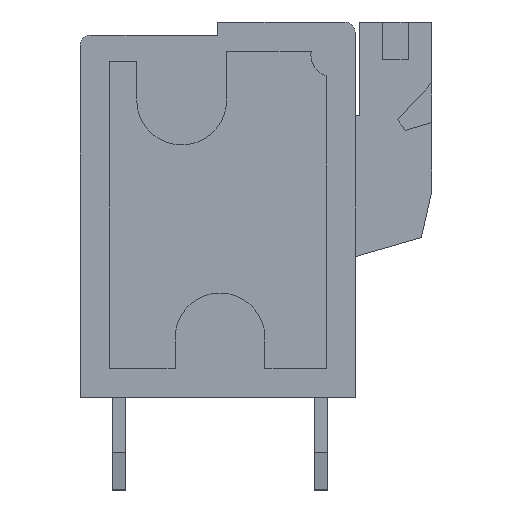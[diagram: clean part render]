
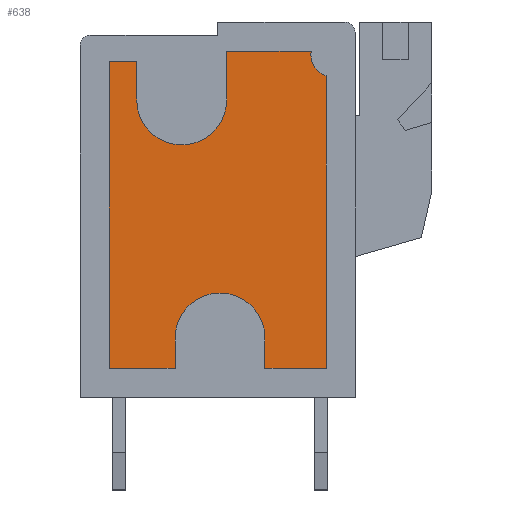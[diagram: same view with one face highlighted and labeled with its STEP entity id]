
A CAD part, left-side view. The second image highlights one B-rep face of the part: STEP entity #638.
In plain terms, the highlighted face is planar.
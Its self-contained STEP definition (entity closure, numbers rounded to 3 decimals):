
#638 = ADVANCED_FACE( '', ( #1236 ), #1237, .T. );
#1236 = FACE_OUTER_BOUND( '', #1863, .T. );
#1237 = PLANE( '', #1864 );
#1863 = EDGE_LOOP( '', ( #3080, #3081, #3082, #3083, #3084, #3085, #3086, #3087, #3088, #3089, #3090, #3091, #3092 ) );
#1864 = AXIS2_PLACEMENT_3D( '', #3093, #3094, #3095 );
#3080 = ORIENTED_EDGE( '', *, *, #4251, .F. );
#3081 = ORIENTED_EDGE( '', *, *, #4010, .F. );
#3082 = ORIENTED_EDGE( '', *, *, #4196, .F. );
#3083 = ORIENTED_EDGE( '', *, *, #4325, .F. );
#3084 = ORIENTED_EDGE( '', *, *, #4361, .F. );
#3085 = ORIENTED_EDGE( '', *, *, #4305, .F. );
#3086 = ORIENTED_EDGE( '', *, *, #4321, .F. );
#3087 = ORIENTED_EDGE( '', *, *, #4346, .F. );
#3088 = ORIENTED_EDGE( '', *, *, #4362, .F. );
#3089 = ORIENTED_EDGE( '', *, *, #4363, .F. );
#3090 = ORIENTED_EDGE( '', *, *, #4015, .F. );
#3091 = ORIENTED_EDGE( '', *, *, #4352, .F. );
#3092 = ORIENTED_EDGE( '', *, *, #4117, .F. );
#3093 = CARTESIAN_POINT( '', ( 0.54, -1.361, 4.15 ) );
#3094 = DIRECTION( '', ( 1., 0., 0. ) );
#3095 = DIRECTION( '', ( 0., 0., -1. ) );
#4010 = EDGE_CURVE( '', #4787, #4789, #4790, .T. );
#4015 = EDGE_CURVE( '', #4796, #4798, #4799, .T. );
#4117 = EDGE_CURVE( '', #4975, #4977, #4978, .T. );
#4196 = EDGE_CURVE( '', #5102, #4787, #5104, .T. );
#4251 = EDGE_CURVE( '', #4789, #4975, #5179, .T. );
#4305 = EDGE_CURVE( '', #5255, #5257, #5258, .T. );
#4321 = EDGE_CURVE( '', #5277, #5255, #5279, .T. );
#4325 = EDGE_CURVE( '', #5283, #5102, #5285, .T. );
#4346 = EDGE_CURVE( '', #5312, #5277, #5314, .T. );
#4352 = EDGE_CURVE( '', #4977, #4796, #5321, .T. );
#4361 = EDGE_CURVE( '', #5257, #5283, #5332, .T. );
#4362 = EDGE_CURVE( '', #5333, #5312, #5334, .T. );
#4363 = EDGE_CURVE( '', #4798, #5333, #5335, .T. );
#4787 = VERTEX_POINT( '', #5897 );
#4789 = VERTEX_POINT( '', #5900 );
#4790 = LINE( '', #5901, #5902 );
#4796 = VERTEX_POINT( '', #5909 );
#4798 = VERTEX_POINT( '', #5912 );
#4799 = CIRCLE( '', #5913, 1.7 );
#4975 = VERTEX_POINT( '', #6167 );
#4977 = VERTEX_POINT( '', #6170 );
#4978 = LINE( '', #6171, #6172 );
#5102 = VERTEX_POINT( '', #6343 );
#5104 = LINE( '', #6346, #6347 );
#5179 = LINE( '', #6458, #6459 );
#5255 = VERTEX_POINT( '', #6571 );
#5257 = VERTEX_POINT( '', #6574 );
#5258 = LINE( '', #6575, #6576 );
#5277 = VERTEX_POINT( '', #6604 );
#5279 = LINE( '', #6607, #6608 );
#5283 = VERTEX_POINT( '', #6612 );
#5285 = CIRCLE( '', #6615, 1.7 );
#5312 = VERTEX_POINT( '', #6651 );
#5314 = CIRCLE( '', #6654, 0.825 );
#5321 = LINE( '', #6663, #6664 );
#5332 = LINE( '', #6677, #6678 );
#5333 = VERTEX_POINT( '', #6679 );
#5334 = LINE( '', #6680, #6681 );
#5335 = LINE( '', #6682, #6683 );
#5897 = CARTESIAN_POINT( '', ( 0.54, -1.61, -6. ) );
#5900 = CARTESIAN_POINT( '', ( 0.54, -4.1, -6. ) );
#5901 = CARTESIAN_POINT( '', ( 0.54, -1.61, -6. ) );
#5902 = VECTOR( '', #7108, 1000. );
#5909 = CARTESIAN_POINT( '', ( 0.54, -3.061, 4.15 ) );
#5912 = CARTESIAN_POINT( '', ( 0.54, 0.339, 4.15 ) );
#5913 = AXIS2_PLACEMENT_3D( '', #7114, #7115, #7116 );
#6167 = CARTESIAN_POINT( '', ( 0.54, -4.1, 5.6 ) );
#6170 = CARTESIAN_POINT( '', ( 0.54, -3.061, 5.6 ) );
#6171 = CARTESIAN_POINT( '', ( 0.54, -4.1, 5.6 ) );
#6172 = VECTOR( '', #7220, 1000. );
#6343 = CARTESIAN_POINT( '', ( 0.54, -1.61, -4.85 ) );
#6346 = CARTESIAN_POINT( '', ( 0.54, -1.61, -4.85 ) );
#6347 = VECTOR( '', #7311, 1000. );
#6458 = CARTESIAN_POINT( '', ( 0.54, -4.1, -6. ) );
#6459 = VECTOR( '', #7360, 1000. );
#6571 = CARTESIAN_POINT( '', ( 0.54, 4.1, -6. ) );
#6574 = CARTESIAN_POINT( '', ( 0.54, 1.79, -6. ) );
#6575 = CARTESIAN_POINT( '', ( 0.54, 4.1, -6. ) );
#6576 = VECTOR( '', #7404, 1000. );
#6604 = CARTESIAN_POINT( '', ( 0.54, 4.1, 5.064 ) );
#6607 = CARTESIAN_POINT( '', ( 0.54, 4.1, 5.064 ) );
#6608 = VECTOR( '', #7415, 1000. );
#6612 = CARTESIAN_POINT( '', ( 0.54, 1.79, -4.85 ) );
#6615 = AXIS2_PLACEMENT_3D( '', #7420, #7421, #7422 );
#6651 = CARTESIAN_POINT( '', ( 0.54, 3.539, 6. ) );
#6654 = AXIS2_PLACEMENT_3D( '', #7445, #7446, #7447 );
#6663 = CARTESIAN_POINT( '', ( 0.54, -3.061, 5.6 ) );
#6664 = VECTOR( '', #7453, 1000. );
#6677 = CARTESIAN_POINT( '', ( 0.54, 1.79, -6. ) );
#6678 = VECTOR( '', #7459, 1000. );
#6679 = CARTESIAN_POINT( '', ( 0.54, 0.339, 6. ) );
#6680 = CARTESIAN_POINT( '', ( 0.54, 0.339, 6. ) );
#6681 = VECTOR( '', #7460, 1000. );
#6682 = CARTESIAN_POINT( '', ( 0.54, 0.339, 4.15 ) );
#6683 = VECTOR( '', #7461, 1000. );
#7108 = DIRECTION( '', ( 0., -1., 0. ) );
#7114 = CARTESIAN_POINT( '', ( 0.54, -1.361, 4.15 ) );
#7115 = DIRECTION( '', ( 1., 0., 0. ) );
#7116 = DIRECTION( '', ( 0., -1., 0. ) );
#7220 = DIRECTION( '', ( 0., 1., 0. ) );
#7311 = DIRECTION( '', ( 0., 0., -1. ) );
#7360 = DIRECTION( '', ( 0., 0., 1. ) );
#7404 = DIRECTION( '', ( 0., -1., 0. ) );
#7415 = DIRECTION( '', ( 0., 0., -1. ) );
#7420 = CARTESIAN_POINT( '', ( 0.54, 0.09, -4.85 ) );
#7421 = DIRECTION( '', ( 1., 0., 0. ) );
#7422 = DIRECTION( '', ( 0., 1., 0. ) );
#7445 = CARTESIAN_POINT( '', ( 0.54, 4.35, 5.85 ) );
#7446 = DIRECTION( '', ( 1., 0., 0. ) );
#7447 = DIRECTION( '', ( 0., 1., 0. ) );
#7453 = DIRECTION( '', ( 0., 0., -1. ) );
#7459 = DIRECTION( '', ( 0., 0., 1. ) );
#7460 = DIRECTION( '', ( 0., 1., 0. ) );
#7461 = DIRECTION( '', ( 0., 0., 1. ) );
